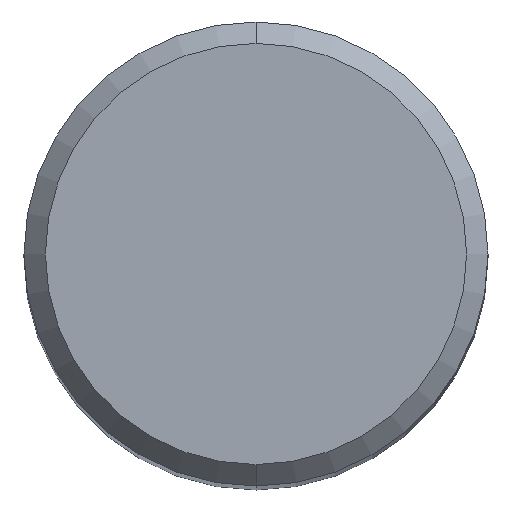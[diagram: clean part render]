
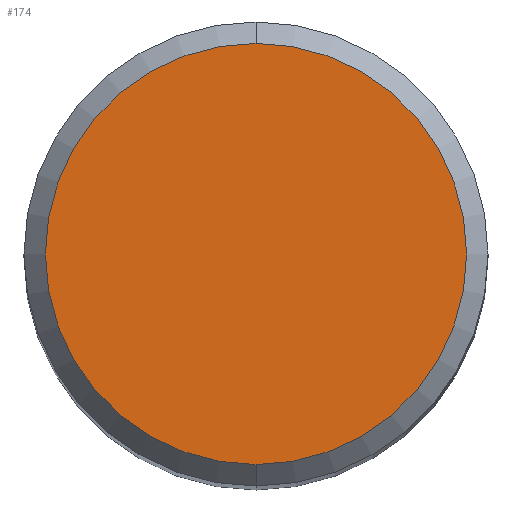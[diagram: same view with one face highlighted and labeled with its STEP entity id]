
A CAD part, top view. The second image highlights one B-rep face of the part: STEP entity #174.
In plain terms, the highlighted planar face has unit normal (0, 0, 1).
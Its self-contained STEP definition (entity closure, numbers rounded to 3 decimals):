
#174=ADVANCED_FACE('',(#475),#476,.T.);
#180=EDGE_CURVE('',#242,#404,#483,.T.);
#242=VERTEX_POINT('',#551);
#352=EDGE_CURVE('',#404,#242,#670,.T.);
#404=VERTEX_POINT('',#729);
#475=FACE_OUTER_BOUND('',#798,.T.);
#476=PLANE('',#799);
#483=CIRCLE('',#809,5.9);
#551=CARTESIAN_POINT('',(0.0,5.9,0.0));
#670=CIRCLE('',#1175,5.9);
#729=CARTESIAN_POINT('',(0.,-5.9,0.0));
#798=EDGE_LOOP('',(#1485,#1486));
#799=AXIS2_PLACEMENT_3D('',#1487,#1488,#1489);
#809=AXIS2_PLACEMENT_3D('',#1499,#1500,#1501);
#1175=AXIS2_PLACEMENT_3D('',#1676,#1677,#1678);
#1485=ORIENTED_EDGE('',*,*,#180,.F.);
#1486=ORIENTED_EDGE('',*,*,#352,.F.);
#1487=CARTESIAN_POINT('',(0.0,2.95,0.0));
#1488=DIRECTION('',(-0.0,0.0,1.0));
#1489=DIRECTION('',(0.0,-1.0,0.0));
#1499=CARTESIAN_POINT('',(0.0,0.0,0.0));
#1500=DIRECTION('',(0.0,0.0,-1.0));
#1501=DIRECTION('',(0.0,1.0,0.0));
#1676=CARTESIAN_POINT('',(0.0,0.0,0.0));
#1677=DIRECTION('',(0.0,0.0,-1.0));
#1678=DIRECTION('',(0.0,1.0,0.0));
